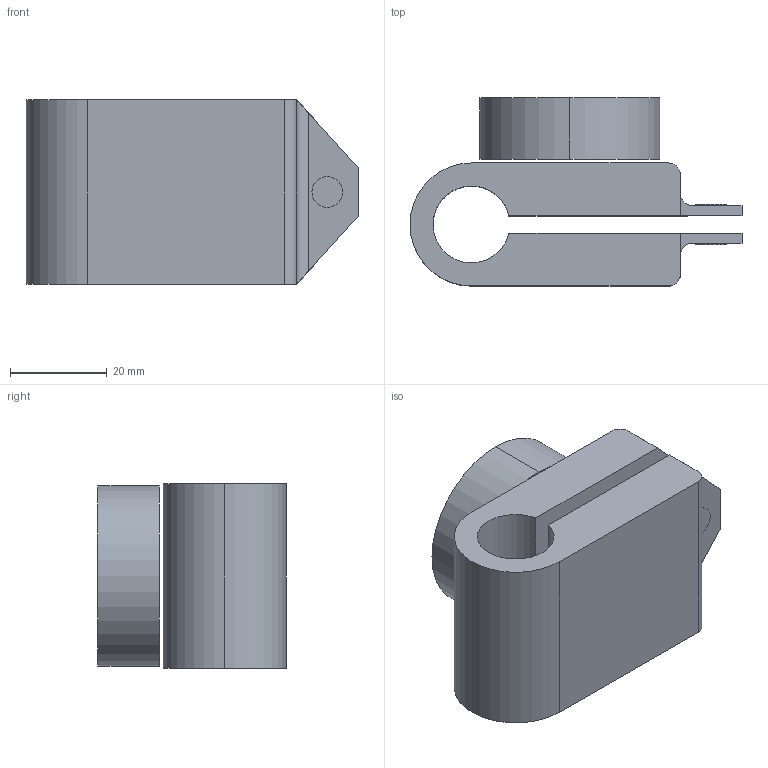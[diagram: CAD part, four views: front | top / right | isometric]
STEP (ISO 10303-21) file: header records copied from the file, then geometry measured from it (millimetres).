
FILE_DESCRIPTION (( 'STEP AP203' ), '1' );
FILE_NAME ('7-004-02-01.STEP', '2017-03-30T17:48:52', ( '' ), ( '' ), 'SwSTEP 2.0', 'SolidWorks 2014', '' );
FILE_SCHEMA (( 'CONFIG_CONTROL_DESIGN' ));
Length unit declared in the file: inch
Products named in the file (1): 7-004-02-01
Bounding box: 68.58 x 38.86 x 38.1 mm (x, y, z)
Volume: 54085 mm3; surface area: 16922.1 mm2
Topology: 2 solids, 2 shells, 34 faces, 80 edges, 52 vertices
Faces by surface type: plane 20, cylinder 14
Entity records: 1053 total; most frequent: CARTESIAN_POINT 179, DIRECTION 170, ORIENTED_EDGE 160, EDGE_CURVE 80, AXIS2_PLACEMENT_3D 59, LINE 52, VECTOR 52, VERTEX_POINT 52
